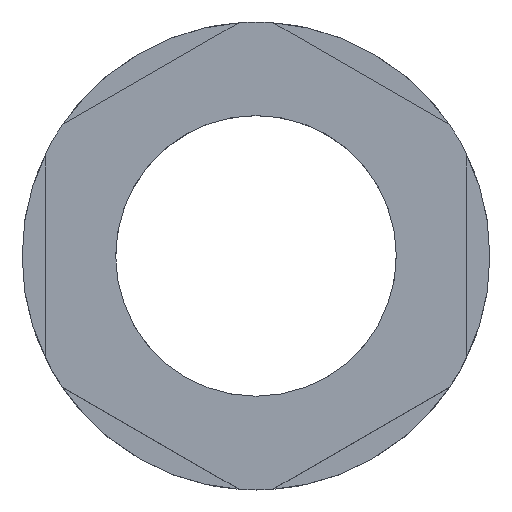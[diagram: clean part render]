
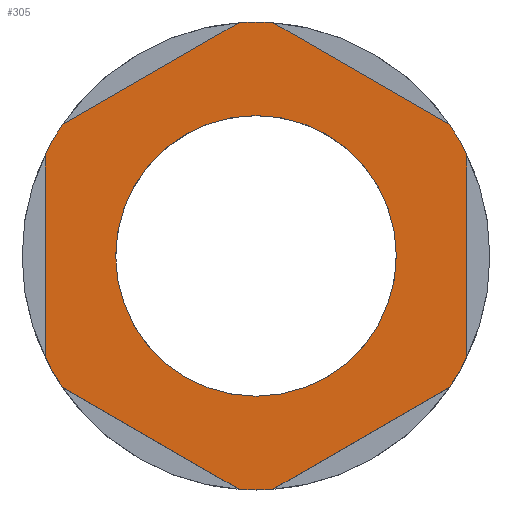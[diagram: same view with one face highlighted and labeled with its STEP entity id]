
A CAD part, top view. The second image highlights one B-rep face of the part: STEP entity #305.
In plain terms, the highlighted planar face has unit normal (0, 0, 1).
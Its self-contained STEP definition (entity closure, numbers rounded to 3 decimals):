
#70=AXIS2_PLACEMENT_3D('Circle Axis2P3D',#68,#69,$) ;
#100=AXIS2_PLACEMENT_3D('Circle Axis2P3D',#98,#99,$) ;
#119=AXIS2_PLACEMENT_3D('Circle Axis2P3D',#117,#118,$) ;
#147=AXIS2_PLACEMENT_3D('Circle Axis2P3D',#145,#146,$) ;
#212=AXIS2_PLACEMENT_3D('Plane Axis2P3D',#209,#210,#211) ;
#216=AXIS2_PLACEMENT_3D('Circle Axis2P3D',#214,#215,$) ;
#230=AXIS2_PLACEMENT_3D('Circle Axis2P3D',#228,#229,$) ;
#244=AXIS2_PLACEMENT_3D('Circle Axis2P3D',#242,#243,$) ;
#258=AXIS2_PLACEMENT_3D('Circle Axis2P3D',#256,#257,$) ;
#289=AXIS2_PLACEMENT_3D('Circle Axis2P3D',#287,#288,$) ;
#298=AXIS2_PLACEMENT_3D('Circle Axis2P3D',#296,#297,$) ;
#68=CARTESIAN_POINT('Axis2P3D Location',(10.,10.,5.)) ;
#72=CARTESIAN_POINT('Vertex',(10.,20.,5.)) ;
#74=CARTESIAN_POINT('Vertex',(9.275,19.974,5.)) ;
#95=CARTESIAN_POINT('Vertex',(10.,0.,5.)) ;
#98=CARTESIAN_POINT('Axis2P3D Location',(10.,10.,5.)) ;
#102=CARTESIAN_POINT('Vertex',(9.275,0.026,5.)) ;
#114=CARTESIAN_POINT('Vertex',(1.725,4.385,5.)) ;
#117=CARTESIAN_POINT('Axis2P3D Location',(10.,10.,5.)) ;
#121=CARTESIAN_POINT('Vertex',(1.,5.641,5.)) ;
#142=CARTESIAN_POINT('Vertex',(1.,14.359,5.)) ;
#145=CARTESIAN_POINT('Axis2P3D Location',(10.,10.,5.)) ;
#149=CARTESIAN_POINT('Vertex',(1.725,15.615,5.)) ;
#196=CARTESIAN_POINT('Line Origine',(5.5,2.206,5.)) ;
#209=CARTESIAN_POINT('Axis2P3D Location',(10.,10.,5.)) ;
#214=CARTESIAN_POINT('Axis2P3D Location',(10.,10.,5.)) ;
#218=CARTESIAN_POINT('Vertex',(10.725,0.026,5.)) ;
#221=CARTESIAN_POINT('Line Origine',(14.5,2.206,5.)) ;
#225=CARTESIAN_POINT('Vertex',(18.275,4.385,5.)) ;
#228=CARTESIAN_POINT('Axis2P3D Location',(10.,10.,5.)) ;
#232=CARTESIAN_POINT('Vertex',(19.,5.641,5.)) ;
#235=CARTESIAN_POINT('Line Origine',(19.,10.,5.)) ;
#239=CARTESIAN_POINT('Vertex',(19.,14.359,5.)) ;
#242=CARTESIAN_POINT('Axis2P3D Location',(10.,10.,5.)) ;
#246=CARTESIAN_POINT('Vertex',(18.275,15.615,5.)) ;
#249=CARTESIAN_POINT('Line Origine',(14.5,17.794,5.)) ;
#253=CARTESIAN_POINT('Vertex',(10.725,19.974,5.)) ;
#256=CARTESIAN_POINT('Axis2P3D Location',(10.,10.,5.)) ;
#261=CARTESIAN_POINT('Line Origine',(5.5,17.794,5.)) ;
#266=CARTESIAN_POINT('Line Origine',(1.,10.,5.)) ;
#287=CARTESIAN_POINT('Axis2P3D Location',(10.,10.,5.)) ;
#291=CARTESIAN_POINT('Vertex',(10.,4.,5.)) ;
#293=CARTESIAN_POINT('Vertex',(10.,16.,5.)) ;
#296=CARTESIAN_POINT('Axis2P3D Location',(10.,10.,5.)) ;
#69=DIRECTION('Axis2P3D Direction',(-0.,0.,-1.)) ;
#99=DIRECTION('Axis2P3D Direction',(-0.,0.,-1.)) ;
#118=DIRECTION('Axis2P3D Direction',(-0.,0.,-1.)) ;
#146=DIRECTION('Axis2P3D Direction',(-0.,0.,-1.)) ;
#197=DIRECTION('Vector Direction',(0.866,-0.5,0.)) ;
#210=DIRECTION('Axis2P3D Direction',(0.,-0.,1.)) ;
#211=DIRECTION('Axis2P3D XDirection',(0.,1.,0.)) ;
#215=DIRECTION('Axis2P3D Direction',(0.,-0.,1.)) ;
#222=DIRECTION('Vector Direction',(0.866,0.5,0.)) ;
#229=DIRECTION('Axis2P3D Direction',(0.,-0.,1.)) ;
#236=DIRECTION('Vector Direction',(0.,1.,0.)) ;
#243=DIRECTION('Axis2P3D Direction',(0.,-0.,1.)) ;
#250=DIRECTION('Vector Direction',(-0.866,0.5,0.)) ;
#257=DIRECTION('Axis2P3D Direction',(0.,-0.,1.)) ;
#262=DIRECTION('Vector Direction',(-0.866,-0.5,0.)) ;
#267=DIRECTION('Vector Direction',(0.,-1.,0.)) ;
#288=DIRECTION('Axis2P3D Direction',(0.,-0.,1.)) ;
#297=DIRECTION('Axis2P3D Direction',(0.,-0.,1.)) ;
#198=VECTOR('Line Direction',#197,1.) ;
#223=VECTOR('Line Direction',#222,1.) ;
#237=VECTOR('Line Direction',#236,1.) ;
#251=VECTOR('Line Direction',#250,1.) ;
#263=VECTOR('Line Direction',#262,1.) ;
#268=VECTOR('Line Direction',#267,1.) ;
#272=ORIENTED_EDGE('',*,*,#104,.T.) ;
#273=ORIENTED_EDGE('',*,*,#220,.T.) ;
#274=ORIENTED_EDGE('',*,*,#227,.T.) ;
#275=ORIENTED_EDGE('',*,*,#234,.T.) ;
#276=ORIENTED_EDGE('',*,*,#241,.T.) ;
#277=ORIENTED_EDGE('',*,*,#248,.T.) ;
#278=ORIENTED_EDGE('',*,*,#255,.T.) ;
#279=ORIENTED_EDGE('',*,*,#260,.T.) ;
#280=ORIENTED_EDGE('',*,*,#76,.T.) ;
#281=ORIENTED_EDGE('',*,*,#265,.T.) ;
#282=ORIENTED_EDGE('',*,*,#151,.T.) ;
#283=ORIENTED_EDGE('',*,*,#270,.T.) ;
#284=ORIENTED_EDGE('',*,*,#123,.T.) ;
#285=ORIENTED_EDGE('',*,*,#200,.T.) ;
#302=ORIENTED_EDGE('',*,*,#295,.T.) ;
#303=ORIENTED_EDGE('',*,*,#300,.T.) ;
#304=FACE_BOUND('',#301,.T.) ;
#305=ADVANCED_FACE('Fase1',(#286,#304),#213,.T.) ;
#71=CIRCLE('generated circle',#70,10.) ;
#101=CIRCLE('generated circle',#100,10.) ;
#120=CIRCLE('generated circle',#119,10.) ;
#148=CIRCLE('generated circle',#147,10.) ;
#217=CIRCLE('generated circle',#216,10.) ;
#231=CIRCLE('generated circle',#230,10.) ;
#245=CIRCLE('generated circle',#244,10.) ;
#259=CIRCLE('generated circle',#258,10.) ;
#290=CIRCLE('generated circle',#289,6.) ;
#299=CIRCLE('generated circle',#298,6.) ;
#76=EDGE_CURVE('',#73,#75,#71,.F.) ;
#104=EDGE_CURVE('',#103,#96,#101,.F.) ;
#123=EDGE_CURVE('',#122,#115,#120,.F.) ;
#151=EDGE_CURVE('',#150,#143,#148,.F.) ;
#200=EDGE_CURVE('',#115,#103,#199,.T.) ;
#220=EDGE_CURVE('',#96,#219,#217,.T.) ;
#227=EDGE_CURVE('',#219,#226,#224,.T.) ;
#234=EDGE_CURVE('',#226,#233,#231,.T.) ;
#241=EDGE_CURVE('',#233,#240,#238,.T.) ;
#248=EDGE_CURVE('',#240,#247,#245,.T.) ;
#255=EDGE_CURVE('',#247,#254,#252,.T.) ;
#260=EDGE_CURVE('',#254,#73,#259,.T.) ;
#265=EDGE_CURVE('',#75,#150,#264,.T.) ;
#270=EDGE_CURVE('',#143,#122,#269,.T.) ;
#295=EDGE_CURVE('',#292,#294,#290,.F.) ;
#300=EDGE_CURVE('',#294,#292,#299,.F.) ;
#271=EDGE_LOOP('',(#272,#273,#274,#275,#276,#277,#278,#279,#280,#281,#282,#283,#284,#285)) ;
#301=EDGE_LOOP('',(#302,#303)) ;
#286=FACE_OUTER_BOUND('',#271,.T.) ;
#199=LINE('Line',#196,#198) ;
#224=LINE('Line',#221,#223) ;
#238=LINE('Line',#235,#237) ;
#252=LINE('Line',#249,#251) ;
#264=LINE('Line',#261,#263) ;
#269=LINE('Line',#266,#268) ;
#213=PLANE('',#212) ;
#73=VERTEX_POINT('',#72) ;
#75=VERTEX_POINT('',#74) ;
#96=VERTEX_POINT('',#95) ;
#103=VERTEX_POINT('',#102) ;
#115=VERTEX_POINT('',#114) ;
#122=VERTEX_POINT('',#121) ;
#143=VERTEX_POINT('',#142) ;
#150=VERTEX_POINT('',#149) ;
#219=VERTEX_POINT('',#218) ;
#226=VERTEX_POINT('',#225) ;
#233=VERTEX_POINT('',#232) ;
#240=VERTEX_POINT('',#239) ;
#247=VERTEX_POINT('',#246) ;
#254=VERTEX_POINT('',#253) ;
#292=VERTEX_POINT('',#291) ;
#294=VERTEX_POINT('',#293) ;
